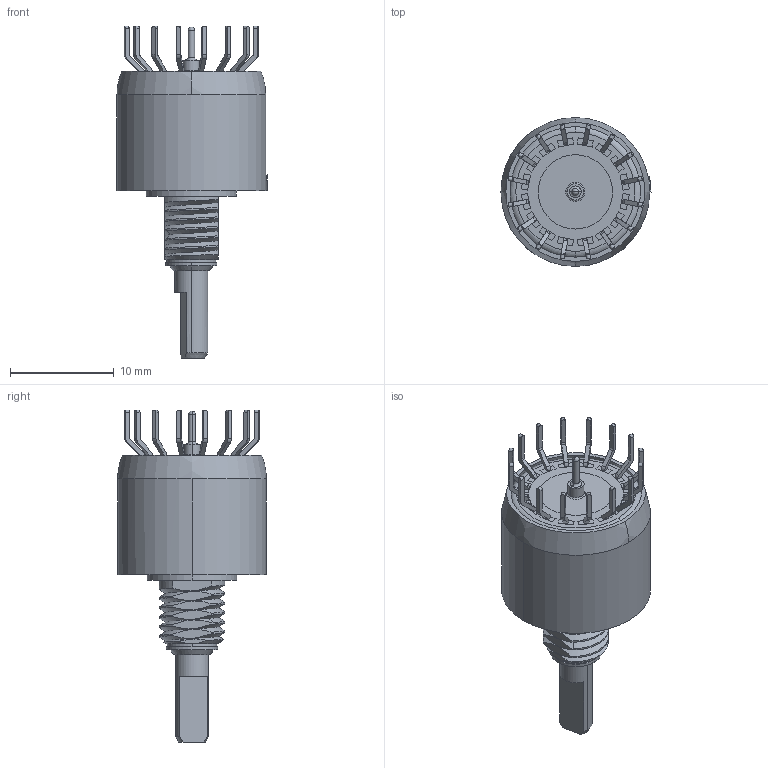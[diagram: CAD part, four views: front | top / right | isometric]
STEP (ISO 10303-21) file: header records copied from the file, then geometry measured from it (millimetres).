
FILE_DESCRIPTION((''),'2;1');
FILE_NAME('51P22-01-1-XXX_SW0001','2016-07-01T',('jjanota'),(''),'PRO/ENGINEER BY PARAMETRIC TECHNOLOGY CORPORATION, 2011490','PRO/ENGINEER BY PARAMETRIC TECHNOLOGY CORPORATION, 2011490','');
FILE_SCHEMA(('CONFIG_CONTROL_DESIGN'));
Length unit declared in the file: inch
Products named in the file (1): 51P22-01-1-XXX_SW0001
Bounding box: 14.45 x 14.33 x 31.98 mm (x, y, z)
Surface area: 1452.1 mm2 (no closed solid volume)
Topology: 0 solids, 22 shells, 254 faces, 821 edges, 589 vertices
Faces by surface type: plane 140, cylinder 90, bspline 8, cone 8, torus 6, sphere 2
Entity records: 12712 total; most frequent: CARTESIAN_POINT 3808, DIRECTION 1488, ORIENTED_EDGE 1410, EDGE_CURVE 819, VERTEX_POINT 589, VECTOR 508, LINE 508, AXIS2_PLACEMENT_3D 490
